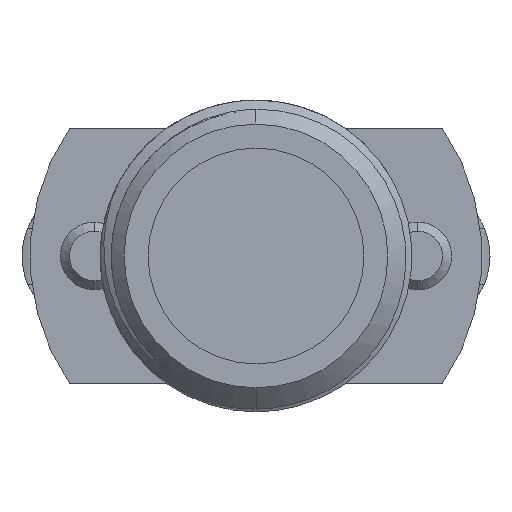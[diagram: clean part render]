
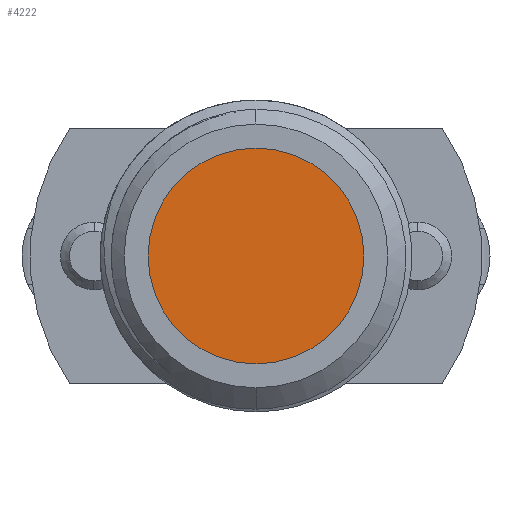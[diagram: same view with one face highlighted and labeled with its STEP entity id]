
A CAD part, left-side view. The second image highlights one B-rep face of the part: STEP entity #4222.
In plain terms, the highlighted planar face has unit normal (-1, 0, 0).
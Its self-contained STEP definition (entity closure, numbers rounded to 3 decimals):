
#198 = DIRECTION ( 'NONE',  ( 0., 0., -1. ) ) ;
#472 = EDGE_LOOP ( 'NONE', ( #1485, #2422 ) ) ;
#598 = AXIS2_PLACEMENT_3D ( 'NONE', #1849, #2920, #198 ) ;
#863 = DIRECTION ( 'NONE',  ( -1., 0., 0. ) ) ;
#1020 = EDGE_CURVE ( 'NONE', #1310, #4201, #1265, .T. ) ;
#1177 = CARTESIAN_POINT ( 'NONE',  ( 3.05, 0., 0. ) ) ;
#1265 = CIRCLE ( 'NONE', #3001, 2.39 ) ;
#1274 = EDGE_CURVE ( 'NONE', #4201, #1310, #2060, .T. ) ;
#1310 = VERTEX_POINT ( 'NONE', #4040 ) ;
#1485 = ORIENTED_EDGE ( 'NONE', *, *, #1020, .T. ) ;
#1822 = PLANE ( 'NONE',  #598 ) ;
#1849 = CARTESIAN_POINT ( 'NONE',  ( 3.05, 0., 0. ) ) ;
#1870 = CARTESIAN_POINT ( 'NONE',  ( 3.05, 0., -2.39 ) ) ;
#2060 = CIRCLE ( 'NONE', #2644, 2.39 ) ;
#2422 = ORIENTED_EDGE ( 'NONE', *, *, #1274, .T. ) ;
#2440 = DIRECTION ( 'NONE',  ( 0., 0., 1. ) ) ;
#2644 = AXIS2_PLACEMENT_3D ( 'NONE', #2823, #3126, #2440 ) ;
#2823 = CARTESIAN_POINT ( 'NONE',  ( 3.05, 0., 0. ) ) ;
#2920 = DIRECTION ( 'NONE',  ( 1., 0., 0. ) ) ;
#3001 = AXIS2_PLACEMENT_3D ( 'NONE', #1177, #863, #3222 ) ;
#3126 = DIRECTION ( 'NONE',  ( -1., 0., 0. ) ) ;
#3222 = DIRECTION ( 'NONE',  ( 0., 0., 1. ) ) ;
#3925 = FACE_OUTER_BOUND ( 'NONE', #472, .T. ) ;
#4040 = CARTESIAN_POINT ( 'NONE',  ( 3.05, 0., 2.39 ) ) ;
#4201 = VERTEX_POINT ( 'NONE', #1870 ) ;
#4222 = ADVANCED_FACE ( 'NONE', ( #3925 ), #1822, .F. ) ;
